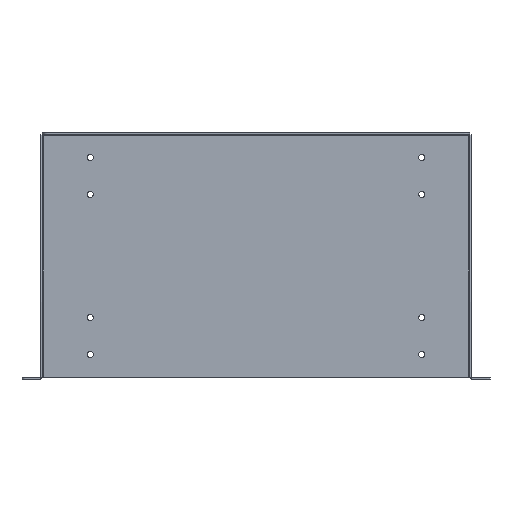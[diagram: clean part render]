
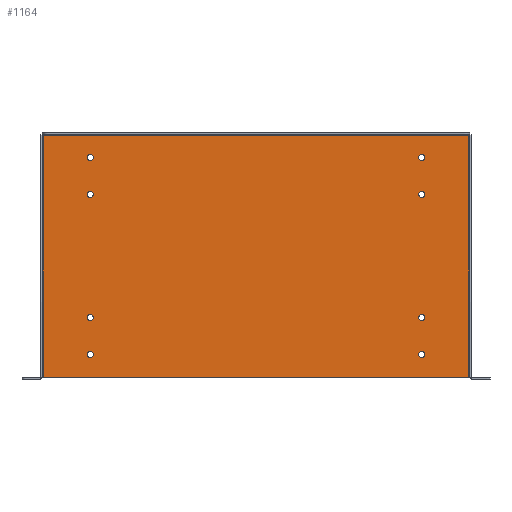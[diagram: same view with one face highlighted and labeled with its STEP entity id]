
A CAD part, top view. The second image highlights one B-rep face of the part: STEP entity #1164.
In plain terms, the highlighted planar face has unit normal (0, 0, 1).
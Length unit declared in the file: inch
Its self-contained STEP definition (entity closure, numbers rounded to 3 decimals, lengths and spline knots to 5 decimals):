
#15 = VERTEX_POINT ( 'NONE', #1159 ) ;
#32 = CARTESIAN_POINT ( 'NONE',  ( 8.642, 4.964, 0.072 ) ) ;
#101 = DIRECTION ( 'NONE',  ( 0., 0., 1. ) ) ;
#145 = EDGE_LOOP ( 'NONE', ( #1636 ) ) ;
#148 = DIRECTION ( 'NONE',  ( 1., 0., 0. ) ) ;
#159 = CARTESIAN_POINT ( 'NONE',  ( -8.75, 4.964, 0.072 ) ) ;
#183 = VERTEX_POINT ( 'NONE', #2348 ) ;
#217 = CIRCLE ( 'NONE', #2447, 0.125 ) ;
#235 = LINE ( 'NONE', #1709, #1936 ) ;
#239 = VERTEX_POINT ( 'NONE', #1834 ) ;
#252 = ORIENTED_EDGE ( 'NONE', *, *, #1221, .F. ) ;
#319 = VECTOR ( 'NONE', #2598, 39.37008 ) ;
#369 = AXIS2_PLACEMENT_3D ( 'NONE', #159, #869, #3029 ) ;
#442 = CARTESIAN_POINT ( 'NONE',  ( 6.734, 3.964, 0.072 ) ) ;
#625 = ORIENTED_EDGE ( 'NONE', *, *, #2223, .F. ) ;
#631 = EDGE_CURVE ( 'NONE', #2801, #2801, #950, .T. ) ;
#695 = CARTESIAN_POINT ( 'NONE',  ( -6.734, -4.036, 0.072 ) ) ;
#797 = EDGE_CURVE ( 'NONE', #3024, #3024, #2392, .T. ) ;
#800 = DIRECTION ( 'NONE',  ( 0., 0., 1. ) ) ;
#812 = CIRCLE ( 'NONE', #1606, 0.125 ) ;
#835 = CARTESIAN_POINT ( 'NONE',  ( -8.642, 4.856, 0.072 ) ) ;
#869 = DIRECTION ( 'NONE',  ( 0., 0., -1. ) ) ;
#881 = FACE_BOUND ( 'NONE', #2709, .T. ) ;
#905 = VERTEX_POINT ( 'NONE', #1610 ) ;
#928 = ORIENTED_EDGE ( 'NONE', *, *, #2102, .F. ) ;
#950 = CIRCLE ( 'NONE', #2587, 0.125 ) ;
#977 = ORIENTED_EDGE ( 'NONE', *, *, #1726, .F. ) ;
#989 = EDGE_CURVE ( 'NONE', #2828, #2828, #1843, .T. ) ;
#991 = AXIS2_PLACEMENT_3D ( 'NONE', #2625, #2645, #2380 ) ;
#1033 = DIRECTION ( 'NONE',  ( 1., 0., 0. ) ) ;
#1064 = DIRECTION ( 'NONE',  ( 1., 0., 0. ) ) ;
#1095 = FACE_BOUND ( 'NONE', #145, .T. ) ;
#1119 = VERTEX_POINT ( 'NONE', #1637 ) ;
#1127 = EDGE_LOOP ( 'NONE', ( #1753 ) ) ;
#1159 = CARTESIAN_POINT ( 'NONE',  ( -6.609, 2.464, 0.072 ) ) ;
#1164 = ADVANCED_FACE ( 'NONE', ( #2322, #1095, #1598, #2090, #2988, #1372, #2571, #881, #1814 ), #2337, .F. ) ;
#1221 = EDGE_CURVE ( 'NONE', #2061, #2104, #3042, .T. ) ;
#1270 = DIRECTION ( 'NONE',  ( 0., 1., 0. ) ) ;
#1299 = EDGE_LOOP ( 'NONE', ( #928, #1697, #252, #977 ) ) ;
#1301 = DIRECTION ( 'NONE',  ( 1., 0., 0. ) ) ;
#1329 = EDGE_LOOP ( 'NONE', ( #1481 ) ) ;
#1372 = FACE_BOUND ( 'NONE', #2352, .T. ) ;
#1400 = CARTESIAN_POINT ( 'NONE',  ( -6.609, -4.036, 0.072 ) ) ;
#1416 = CARTESIAN_POINT ( 'NONE',  ( 6.859, 2.464, 0.072 ) ) ;
#1420 = ORIENTED_EDGE ( 'NONE', *, *, #1771, .F. ) ;
#1444 = DIRECTION ( 'NONE',  ( 1., 0., 0. ) ) ;
#1451 = EDGE_CURVE ( 'NONE', #183, #183, #217, .T. ) ;
#1455 = AXIS2_PLACEMENT_3D ( 'NONE', #1769, #101, #1301 ) ;
#1481 = ORIENTED_EDGE ( 'NONE', *, *, #631, .F. ) ;
#1598 = FACE_BOUND ( 'NONE', #1329, .T. ) ;
#1603 = DIRECTION ( 'NONE',  ( 1., 0., 0. ) ) ;
#1604 = VECTOR ( 'NONE', #1798, 39.37008 ) ;
#1606 = AXIS2_PLACEMENT_3D ( 'NONE', #442, #2306, #1823 ) ;
#1610 = CARTESIAN_POINT ( 'NONE',  ( 6.859, -2.536, 0.072 ) ) ;
#1636 = ORIENTED_EDGE ( 'NONE', *, *, #989, .F. ) ;
#1637 = CARTESIAN_POINT ( 'NONE',  ( 6.859, -4.036, 0.072 ) ) ;
#1643 = VECTOR ( 'NONE', #1270, 39.37008 ) ;
#1655 = EDGE_CURVE ( 'NONE', #239, #239, #812, .T. ) ;
#1697 = ORIENTED_EDGE ( 'NONE', *, *, #2311, .F. ) ;
#1709 = CARTESIAN_POINT ( 'NONE',  ( -8.75, 4.856, 0.072 ) ) ;
#1721 = EDGE_LOOP ( 'NONE', ( #1788 ) ) ;
#1726 = EDGE_CURVE ( 'NONE', #2416, #2061, #2132, .T. ) ;
#1753 = ORIENTED_EDGE ( 'NONE', *, *, #1451, .F. ) ;
#1769 = CARTESIAN_POINT ( 'NONE',  ( -6.734, -2.536, 0.072 ) ) ;
#1771 = EDGE_CURVE ( 'NONE', #1119, #1119, #2824, .T. ) ;
#1780 = DIRECTION ( 'NONE',  ( 0., 0., 1. ) ) ;
#1788 = ORIENTED_EDGE ( 'NONE', *, *, #2671, .F. ) ;
#1798 = DIRECTION ( 'NONE',  ( -1., 0., 0. ) ) ;
#1802 = LINE ( 'NONE', #2690, #1643 ) ;
#1814 = FACE_BOUND ( 'NONE', #2008, .T. ) ;
#1816 = DIRECTION ( 'NONE',  ( 1., 0., 0. ) ) ;
#1823 = DIRECTION ( 'NONE',  ( 1., 0., 0. ) ) ;
#1834 = CARTESIAN_POINT ( 'NONE',  ( 6.859, 3.964, 0.072 ) ) ;
#1843 = CIRCLE ( 'NONE', #1455, 0.125 ) ;
#1858 = DIRECTION ( 'NONE',  ( 0., 0., 1. ) ) ;
#1936 = VECTOR ( 'NONE', #1444, 39.37008 ) ;
#2008 = EDGE_LOOP ( 'NONE', ( #2179 ) ) ;
#2014 = CARTESIAN_POINT ( 'NONE',  ( -6.734, 2.464, 0.072 ) ) ;
#2021 = DIRECTION ( 'NONE',  ( 0., 0., 1. ) ) ;
#2032 = DIRECTION ( 'NONE',  ( 0., 0., 1. ) ) ;
#2061 = VERTEX_POINT ( 'NONE', #2639 ) ;
#2085 = CARTESIAN_POINT ( 'NONE',  ( -6.609, -2.536, 0.072 ) ) ;
#2090 = FACE_BOUND ( 'NONE', #2919, .T. ) ;
#2102 = EDGE_CURVE ( 'NONE', #2655, #2416, #235, .T. ) ;
#2104 = VERTEX_POINT ( 'NONE', #2606 ) ;
#2132 = LINE ( 'NONE', #32, #319 ) ;
#2179 = ORIENTED_EDGE ( 'NONE', *, *, #1655, .F. ) ;
#2223 = EDGE_CURVE ( 'NONE', #905, #905, #2387, .T. ) ;
#2288 = AXIS2_PLACEMENT_3D ( 'NONE', #2459, #2032, #148 ) ;
#2306 = DIRECTION ( 'NONE',  ( 0., 0., 1. ) ) ;
#2311 = EDGE_CURVE ( 'NONE', #2104, #2655, #1802, .T. ) ;
#2322 = FACE_OUTER_BOUND ( 'NONE', #1299, .T. ) ;
#2337 = PLANE ( 'NONE',  #369 ) ;
#2348 = CARTESIAN_POINT ( 'NONE',  ( -6.609, 3.964, 0.072 ) ) ;
#2352 = EDGE_LOOP ( 'NONE', ( #2980 ) ) ;
#2380 = DIRECTION ( 'NONE',  ( 1., 0., 0. ) ) ;
#2387 = CIRCLE ( 'NONE', #2288, 0.125 ) ;
#2392 = CIRCLE ( 'NONE', #2693, 0.125 ) ;
#2416 = VERTEX_POINT ( 'NONE', #3013 ) ;
#2447 = AXIS2_PLACEMENT_3D ( 'NONE', #2729, #800, #1033 ) ;
#2459 = CARTESIAN_POINT ( 'NONE',  ( 6.734, -2.536, 0.072 ) ) ;
#2518 = CARTESIAN_POINT ( 'NONE',  ( 6.734, 2.464, 0.072 ) ) ;
#2534 = AXIS2_PLACEMENT_3D ( 'NONE', #2014, #1780, #1064 ) ;
#2544 = CARTESIAN_POINT ( 'NONE',  ( -8.75, -4.964, 0.072 ) ) ;
#2571 = FACE_BOUND ( 'NONE', #1127, .T. ) ;
#2587 = AXIS2_PLACEMENT_3D ( 'NONE', #2518, #2021, #1816 ) ;
#2598 = DIRECTION ( 'NONE',  ( 0., -1., 0. ) ) ;
#2606 = CARTESIAN_POINT ( 'NONE',  ( -8.642, -4.964, 0.072 ) ) ;
#2625 = CARTESIAN_POINT ( 'NONE',  ( 6.734, -4.036, 0.072 ) ) ;
#2639 = CARTESIAN_POINT ( 'NONE',  ( 8.642, -4.964, 0.072 ) ) ;
#2645 = DIRECTION ( 'NONE',  ( 0., 0., 1. ) ) ;
#2655 = VERTEX_POINT ( 'NONE', #835 ) ;
#2671 = EDGE_CURVE ( 'NONE', #15, #15, #2973, .T. ) ;
#2690 = CARTESIAN_POINT ( 'NONE',  ( -8.642, 4.964, 0.072 ) ) ;
#2693 = AXIS2_PLACEMENT_3D ( 'NONE', #695, #1858, #1603 ) ;
#2709 = EDGE_LOOP ( 'NONE', ( #1420 ) ) ;
#2729 = CARTESIAN_POINT ( 'NONE',  ( -6.734, 3.964, 0.072 ) ) ;
#2801 = VERTEX_POINT ( 'NONE', #1416 ) ;
#2824 = CIRCLE ( 'NONE', #991, 0.125 ) ;
#2828 = VERTEX_POINT ( 'NONE', #2085 ) ;
#2919 = EDGE_LOOP ( 'NONE', ( #625 ) ) ;
#2973 = CIRCLE ( 'NONE', #2534, 0.125 ) ;
#2980 = ORIENTED_EDGE ( 'NONE', *, *, #797, .F. ) ;
#2988 = FACE_BOUND ( 'NONE', #1721, .T. ) ;
#3013 = CARTESIAN_POINT ( 'NONE',  ( 8.642, 4.856, 0.072 ) ) ;
#3024 = VERTEX_POINT ( 'NONE', #1400 ) ;
#3029 = DIRECTION ( 'NONE',  ( -1., 0., 0. ) ) ;
#3042 = LINE ( 'NONE', #2544, #1604 ) ;
